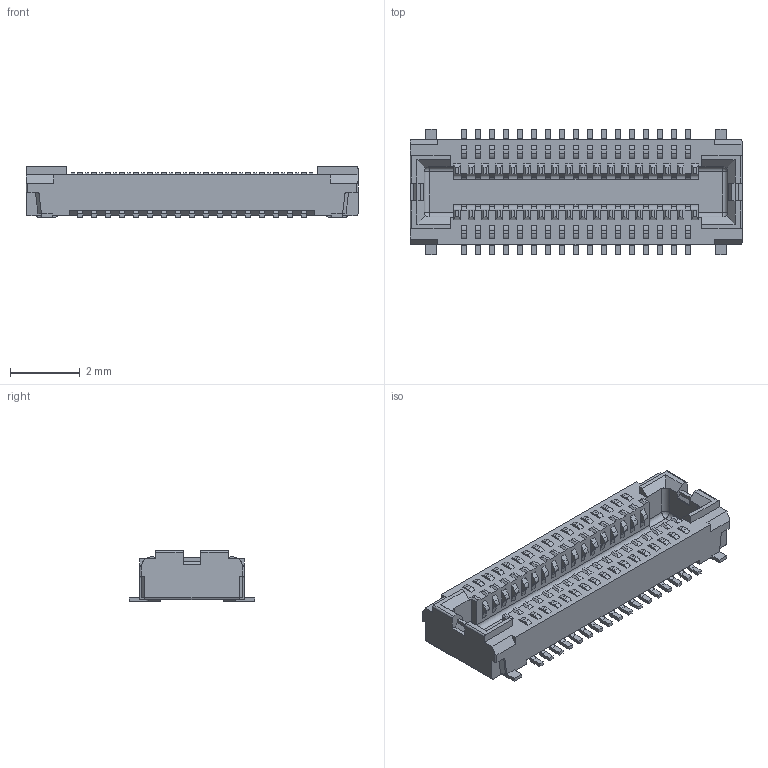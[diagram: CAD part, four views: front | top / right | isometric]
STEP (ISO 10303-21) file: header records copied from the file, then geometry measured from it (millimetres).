
FILE_DESCRIPTION (( 'STEP AP214' ), '1' );
FILE_NAME ('axt334124.stp', '2007-09-20T04:31:47', ( '' ), ( 'PanasonicCorporation' ), '', '', '' );
FILE_SCHEMA (( 'AUTOMOTIVE_DESIGN' ));
Length unit declared in the file: millimetre
Products named in the file (1): axt334124
Bounding box: 9.5 x 3.6 x 1.45 mm (x, y, z)
Volume: 24.4 mm3; surface area: 121.1 mm2
Topology: 1 solids, 1 shells, 962 faces, 2558 edges, 1696 vertices
Faces by surface type: plane 678, cylinder 280, sphere 4
Entity records: 29781 total; most frequent: CARTESIAN_POINT 5309, ORIENTED_EDGE 5108, DIRECTION 5004, EDGE_CURVE 2554, LINE 1982, VECTOR 1982, VERTEX_POINT 1696, AXIS2_PLACEMENT_3D 1511
